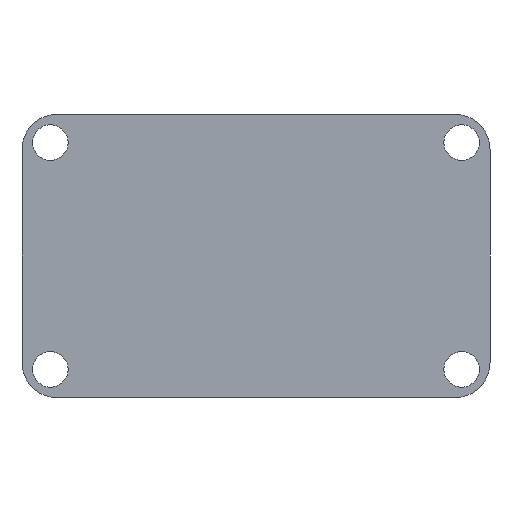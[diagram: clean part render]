
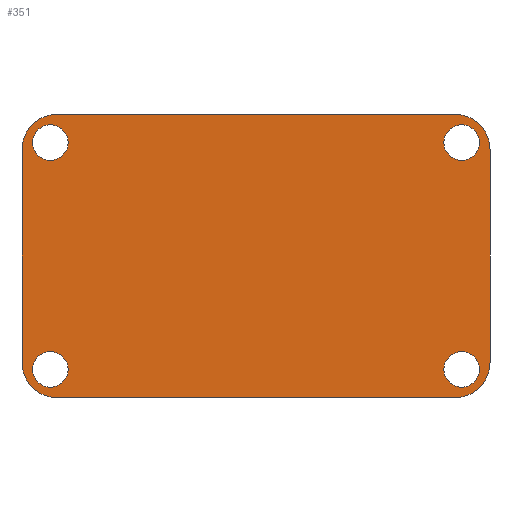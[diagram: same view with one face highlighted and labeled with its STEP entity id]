
A CAD part, front view. The second image highlights one B-rep face of the part: STEP entity #351.
In plain terms, the highlighted planar face has unit normal (0, -1, 0).
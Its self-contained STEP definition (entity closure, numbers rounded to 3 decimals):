
#17=FACE_BOUND('',#60,.T.);
#18=FACE_BOUND('',#61,.T.);
#19=FACE_BOUND('',#62,.T.);
#20=FACE_BOUND('',#63,.T.);
#26=PLANE('',#388);
#39=FACE_OUTER_BOUND('',#59,.T.);
#59=EDGE_LOOP('',(#253,#254,#255,#256,#257,#258,#259,#260));
#60=EDGE_LOOP('',(#261));
#61=EDGE_LOOP('',(#262));
#62=EDGE_LOOP('',(#263));
#63=EDGE_LOOP('',(#264));
#87=LINE('',#538,#119);
#90=LINE('',#544,#122);
#91=LINE('',#548,#123);
#92=LINE('',#552,#124);
#119=VECTOR('',#432,10.);
#122=VECTOR('',#437,10.);
#123=VECTOR('',#440,10.);
#124=VECTOR('',#443,10.);
#150=CIRCLE('',#386,2.5);
#151=CIRCLE('',#389,2.5);
#152=CIRCLE('',#390,2.5);
#153=CIRCLE('',#391,2.5);
#154=CIRCLE('',#392,1.25);
#155=CIRCLE('',#393,1.25);
#156=CIRCLE('',#394,1.25);
#157=CIRCLE('',#395,1.25);
#167=VERTEX_POINT('',#531);
#168=VERTEX_POINT('',#533);
#169=VERTEX_POINT('',#537);
#171=VERTEX_POINT('',#543);
#172=VERTEX_POINT('',#545);
#173=VERTEX_POINT('',#547);
#174=VERTEX_POINT('',#549);
#175=VERTEX_POINT('',#551);
#176=VERTEX_POINT('',#554);
#177=VERTEX_POINT('',#556);
#178=VERTEX_POINT('',#558);
#179=VERTEX_POINT('',#560);
#199=EDGE_CURVE('',#167,#168,#150,.T.);
#201=EDGE_CURVE('',#169,#168,#87,.T.);
#204=EDGE_CURVE('',#167,#171,#90,.T.);
#205=EDGE_CURVE('',#172,#171,#151,.T.);
#206=EDGE_CURVE('',#172,#173,#91,.T.);
#207=EDGE_CURVE('',#174,#173,#152,.T.);
#208=EDGE_CURVE('',#174,#175,#92,.T.);
#209=EDGE_CURVE('',#169,#175,#153,.T.);
#210=EDGE_CURVE('',#176,#176,#154,.T.);
#211=EDGE_CURVE('',#177,#177,#155,.T.);
#212=EDGE_CURVE('',#178,#178,#156,.T.);
#213=EDGE_CURVE('',#179,#179,#157,.T.);
#253=ORIENTED_EDGE('',*,*,#199,.F.);
#254=ORIENTED_EDGE('',*,*,#204,.T.);
#255=ORIENTED_EDGE('',*,*,#205,.F.);
#256=ORIENTED_EDGE('',*,*,#206,.T.);
#257=ORIENTED_EDGE('',*,*,#207,.F.);
#258=ORIENTED_EDGE('',*,*,#208,.T.);
#259=ORIENTED_EDGE('',*,*,#209,.F.);
#260=ORIENTED_EDGE('',*,*,#201,.T.);
#261=ORIENTED_EDGE('',*,*,#210,.F.);
#262=ORIENTED_EDGE('',*,*,#211,.F.);
#263=ORIENTED_EDGE('',*,*,#212,.F.);
#264=ORIENTED_EDGE('',*,*,#213,.F.);
#351=ADVANCED_FACE('',(#39,#17,#18,#19,#20),#26,.F.);
#386=AXIS2_PLACEMENT_3D('',#534,#427,#428);
#388=AXIS2_PLACEMENT_3D('',#542,#435,#436);
#389=AXIS2_PLACEMENT_3D('',#546,#438,#439);
#390=AXIS2_PLACEMENT_3D('',#550,#441,#442);
#391=AXIS2_PLACEMENT_3D('',#553,#444,#445);
#392=AXIS2_PLACEMENT_3D('',#555,#446,#447);
#393=AXIS2_PLACEMENT_3D('',#557,#448,#449);
#394=AXIS2_PLACEMENT_3D('',#559,#450,#451);
#395=AXIS2_PLACEMENT_3D('',#561,#452,#453);
#427=DIRECTION('center_axis',(0.,1.,0.));
#428=DIRECTION('ref_axis',(0.707,0.,-0.707));
#432=DIRECTION('',(1.,0.,0.));
#435=DIRECTION('center_axis',(0.,1.,0.));
#436=DIRECTION('ref_axis',(1.,0.,0.));
#437=DIRECTION('',(0.,0.,1.));
#438=DIRECTION('center_axis',(0.,1.,0.));
#439=DIRECTION('ref_axis',(0.707,0.,0.707));
#440=DIRECTION('',(-1.,0.,0.));
#441=DIRECTION('center_axis',(0.,1.,0.));
#442=DIRECTION('ref_axis',(-0.707,0.,0.707));
#443=DIRECTION('',(0.,0.,-1.));
#444=DIRECTION('center_axis',(0.,1.,0.));
#445=DIRECTION('ref_axis',(-0.707,0.,-0.707));
#446=DIRECTION('center_axis',(0.,-1.,0.));
#447=DIRECTION('ref_axis',(1.,0.,0.));
#448=DIRECTION('center_axis',(0.,-1.,0.));
#449=DIRECTION('ref_axis',(1.,0.,0.));
#450=DIRECTION('center_axis',(0.,-1.,0.));
#451=DIRECTION('ref_axis',(1.,0.,0.));
#452=DIRECTION('center_axis',(0.,-1.,0.));
#453=DIRECTION('ref_axis',(1.,0.,0.));
#531=CARTESIAN_POINT('',(16.5,0.,-7.5));
#533=CARTESIAN_POINT('',(14.,0.,-10.));
#534=CARTESIAN_POINT('Origin',(14.,0.,-7.5));
#537=CARTESIAN_POINT('',(-14.,0.,-10.));
#538=CARTESIAN_POINT('',(-16.5,0.,-10.));
#542=CARTESIAN_POINT('Origin',(0.,0.,0.));
#543=CARTESIAN_POINT('',(16.5,0.,7.5));
#544=CARTESIAN_POINT('',(16.5,0.,-10.));
#545=CARTESIAN_POINT('',(14.,0.,10.));
#546=CARTESIAN_POINT('Origin',(14.,0.,7.5));
#547=CARTESIAN_POINT('',(-14.,0.,10.));
#548=CARTESIAN_POINT('',(16.5,0.,10.));
#549=CARTESIAN_POINT('',(-16.5,0.,7.5));
#550=CARTESIAN_POINT('Origin',(-14.,0.,7.5));
#551=CARTESIAN_POINT('',(-16.5,0.,-7.5));
#552=CARTESIAN_POINT('',(-16.5,0.,10.));
#553=CARTESIAN_POINT('Origin',(-14.,0.,-7.5));
#554=CARTESIAN_POINT('',(-15.75,0.,-8.));
#555=CARTESIAN_POINT('Origin',(-14.5,0.,-8.));
#556=CARTESIAN_POINT('',(-15.75,0.,8.));
#557=CARTESIAN_POINT('Origin',(-14.5,0.,8.));
#558=CARTESIAN_POINT('',(13.25,0.,-8.));
#559=CARTESIAN_POINT('Origin',(14.5,0.,-8.));
#560=CARTESIAN_POINT('',(13.25,0.,8.));
#561=CARTESIAN_POINT('Origin',(14.5,0.,8.));
